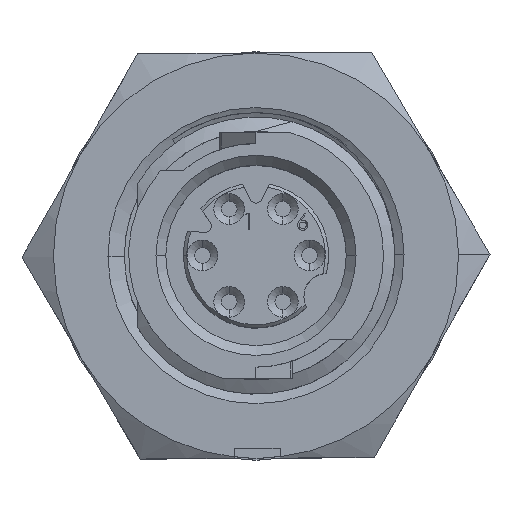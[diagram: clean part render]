
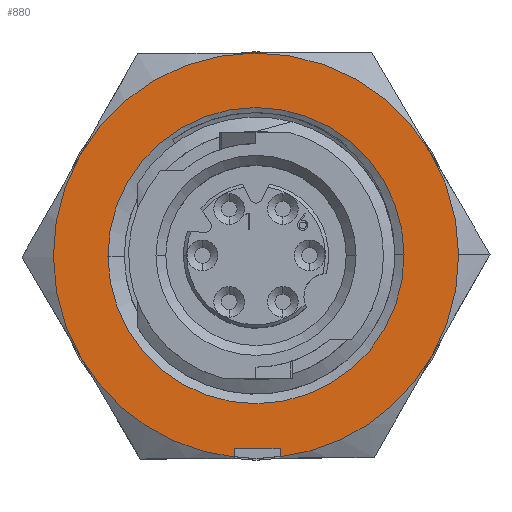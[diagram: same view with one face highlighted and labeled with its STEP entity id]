
A CAD part, top view. The second image highlights one B-rep face of the part: STEP entity #880.
In plain terms, the highlighted planar face has unit normal (0, 0, 1).
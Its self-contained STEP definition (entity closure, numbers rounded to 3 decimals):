
#69 = EDGE_CURVE ( 'NONE', #1753, #15010, #17615, .T. ) ;
#253 = ORIENTED_EDGE ( 'NONE', *, *, #18637, .F. ) ;
#316 = AXIS2_PLACEMENT_3D ( 'NONE', #5664, #8771, #14918 ) ;
#858 = CIRCLE ( 'NONE', #1496, 5.753 ) ;
#880 = ADVANCED_FACE ( 'NONE', ( #11051, #12772 ), #18881, .F. ) ;
#999 = ORIENTED_EDGE ( 'NONE', *, *, #5798, .F. ) ;
#1178 = AXIS2_PLACEMENT_3D ( 'NONE', #12117, #3285, #2983 ) ;
#1219 = CARTESIAN_POINT ( 'NONE',  ( 0., 0., 9.59 ) ) ;
#1224 = EDGE_CURVE ( 'NONE', #4284, #6063, #11846, .T. ) ;
#1496 = AXIS2_PLACEMENT_3D ( 'NONE', #14089, #7827, #12663 ) ;
#1753 = VERTEX_POINT ( 'NONE', #11006 ) ;
#1773 = VERTEX_POINT ( 'NONE', #18536 ) ;
#1839 = CARTESIAN_POINT ( 'NONE',  ( -0.102, 15.748, 9.59 ) ) ;
#2070 = CIRCLE ( 'NONE', #16482, 7.874 ) ;
#2189 = ORIENTED_EDGE ( 'NONE', *, *, #15526, .F. ) ;
#2208 = VECTOR ( 'NONE', #13269, 1000. ) ;
#2373 = AXIS2_PLACEMENT_3D ( 'NONE', #1219, #13658, #10728 ) ;
#2983 = DIRECTION ( 'NONE',  ( 1., 0.006, 0. ) ) ;
#2992 = CIRCLE ( 'NONE', #14231, 7.874 ) ;
#3285 = DIRECTION ( 'NONE',  ( 0., 0., -1. ) ) ;
#3711 = DIRECTION ( 'NONE',  ( 1., 0.006, 0. ) ) ;
#3815 = DIRECTION ( 'NONE',  ( 0., 0., -1. ) ) ;
#3889 = CARTESIAN_POINT ( 'NONE',  ( 6.794, 3.981, 9.59 ) ) ;
#4037 = CARTESIAN_POINT ( 'NONE',  ( 0.937, -7.487, 9.59 ) ) ;
#4271 = CARTESIAN_POINT ( 'NONE',  ( 0.947, -8.932, 9.59 ) ) ;
#4284 = VERTEX_POINT ( 'NONE', #8015 ) ;
#4360 = ORIENTED_EDGE ( 'NONE', *, *, #6844, .F. ) ;
#4690 = CARTESIAN_POINT ( 'NONE',  ( 0., 0., 9.59 ) ) ;
#4711 = AXIS2_PLACEMENT_3D ( 'NONE', #8309, #3815, #3711 ) ;
#4771 = EDGE_LOOP ( 'NONE', ( #4360, #16364, #253, #999, #2189, #13223, #18245, #16984, #5489, #13204 ) ) ;
#4948 = EDGE_CURVE ( 'NONE', #1773, #1753, #2992, .T. ) ;
#5337 = DIRECTION ( 'NONE',  ( 0.006, -1., 0. ) ) ;
#5353 = CIRCLE ( 'NONE', #4711, 7.874 ) ;
#5377 = EDGE_CURVE ( 'NONE', #7087, #17857, #2070, .T. ) ;
#5462 = EDGE_CURVE ( 'NONE', #17857, #7338, #7806, .T. ) ;
#5489 = ORIENTED_EDGE ( 'NONE', *, *, #69, .F. ) ;
#5664 = CARTESIAN_POINT ( 'NONE',  ( 0., 0., 9.59 ) ) ;
#5703 = VECTOR ( 'NONE', #5337, 1000. ) ;
#5798 = EDGE_CURVE ( 'NONE', #16968, #17718, #7265, .T. ) ;
#5839 = CARTESIAN_POINT ( 'NONE',  ( 0., 0., 9.59 ) ) ;
#6063 = VERTEX_POINT ( 'NONE', #6656 ) ;
#6237 = ORIENTED_EDGE ( 'NONE', *, *, #14807, .T. ) ;
#6656 = CARTESIAN_POINT ( 'NONE',  ( 5.753, 0.037, 9.59 ) ) ;
#6844 = EDGE_CURVE ( 'NONE', #14221, #1773, #15863, .T. ) ;
#6996 = CARTESIAN_POINT ( 'NONE',  ( -0.051, 7.874, 9.59 ) ) ;
#7087 = VERTEX_POINT ( 'NONE', #3889 ) ;
#7115 = DIRECTION ( 'NONE',  ( 1., 0.006, 0. ) ) ;
#7171 = AXIS2_PLACEMENT_3D ( 'NONE', #4690, #10808, #12021 ) ;
#7265 = LINE ( 'NONE', #4271, #12298 ) ;
#7338 = VERTEX_POINT ( 'NONE', #7665 ) ;
#7665 = CARTESIAN_POINT ( 'NONE',  ( 6.844, -3.893, 9.59 ) ) ;
#7806 = CIRCLE ( 'NONE', #2373, 7.874 ) ;
#7827 = DIRECTION ( 'NONE',  ( 0., 0., -1. ) ) ;
#8015 = CARTESIAN_POINT ( 'NONE',  ( -5.753, -0.037, 9.59 ) ) ;
#8309 = CARTESIAN_POINT ( 'NONE',  ( 0., 0., 9.59 ) ) ;
#8771 = DIRECTION ( 'NONE',  ( 0., 0., -1. ) ) ;
#8968 = VERTEX_POINT ( 'NONE', #10520 ) ;
#9283 = EDGE_LOOP ( 'NONE', ( #13101, #6237 ) ) ;
#9820 = CIRCLE ( 'NONE', #1178, 7.874 ) ;
#9967 = DIRECTION ( 'NONE',  ( 0., 0., -1. ) ) ;
#10389 = DIRECTION ( 'NONE',  ( -0.006, 1., 0. ) ) ;
#10520 = CARTESIAN_POINT ( 'NONE',  ( -0.841, -7.499, 9.59 ) ) ;
#10728 = DIRECTION ( 'NONE',  ( 1., 0.006, 0. ) ) ;
#10808 = DIRECTION ( 'NONE',  ( 0., 0., -1. ) ) ;
#11006 = CARTESIAN_POINT ( 'NONE',  ( -6.844, 3.893, 9.59 ) ) ;
#11051 = FACE_BOUND ( 'NONE', #9283, .T. ) ;
#11577 = DIRECTION ( 'NONE',  ( 0., 0., -1. ) ) ;
#11846 = CIRCLE ( 'NONE', #12158, 5.753 ) ;
#12021 = DIRECTION ( 'NONE',  ( 1., 0.006, 0. ) ) ;
#12117 = CARTESIAN_POINT ( 'NONE',  ( 0., 0., 9.59 ) ) ;
#12158 = AXIS2_PLACEMENT_3D ( 'NONE', #5839, #11577, #13095 ) ;
#12298 = VECTOR ( 'NONE', #10389, 1000. ) ;
#12663 = DIRECTION ( 'NONE',  ( 1., 0.006, 0. ) ) ;
#12772 = FACE_OUTER_BOUND ( 'NONE', #4771, .T. ) ;
#13095 = DIRECTION ( 'NONE',  ( 1., 0.006, 0. ) ) ;
#13101 = ORIENTED_EDGE ( 'NONE', *, *, #1224, .T. ) ;
#13120 = CARTESIAN_POINT ( 'NONE',  ( 0.937, -7.487, 9.59 ) ) ;
#13204 = ORIENTED_EDGE ( 'NONE', *, *, #4948, .F. ) ;
#13223 = ORIENTED_EDGE ( 'NONE', *, *, #5462, .F. ) ;
#13269 = DIRECTION ( 'NONE',  ( -1., -0.006, 0. ) ) ;
#13658 = DIRECTION ( 'NONE',  ( 0., 0., -1. ) ) ;
#14089 = CARTESIAN_POINT ( 'NONE',  ( 0., 0., 9.59 ) ) ;
#14221 = VERTEX_POINT ( 'NONE', #14644 ) ;
#14231 = AXIS2_PLACEMENT_3D ( 'NONE', #14997, #9967, #17997 ) ;
#14644 = CARTESIAN_POINT ( 'NONE',  ( -0.839, -7.829, 9.59 ) ) ;
#14807 = EDGE_CURVE ( 'NONE', #6063, #4284, #858, .T. ) ;
#14879 = LINE ( 'NONE', #19278, #5703 ) ;
#14918 = DIRECTION ( 'NONE',  ( 1., 0.006, 0. ) ) ;
#14997 = CARTESIAN_POINT ( 'NONE',  ( 0., 0., 9.59 ) ) ;
#15010 = VERTEX_POINT ( 'NONE', #6996 ) ;
#15117 = EDGE_CURVE ( 'NONE', #15010, #7087, #9820, .T. ) ;
#15526 = EDGE_CURVE ( 'NONE', #7338, #16968, #5353, .T. ) ;
#15863 = CIRCLE ( 'NONE', #7171, 7.874 ) ;
#16190 = LINE ( 'NONE', #4037, #2208 ) ;
#16284 = CARTESIAN_POINT ( 'NONE',  ( 0.939, -7.818, 9.59 ) ) ;
#16364 = ORIENTED_EDGE ( 'NONE', *, *, #18613, .F. ) ;
#16482 = AXIS2_PLACEMENT_3D ( 'NONE', #17583, #19270, #7115 ) ;
#16968 = VERTEX_POINT ( 'NONE', #16284 ) ;
#16984 = ORIENTED_EDGE ( 'NONE', *, *, #15117, .F. ) ;
#17583 = CARTESIAN_POINT ( 'NONE',  ( 0., 0., 9.59 ) ) ;
#17615 = CIRCLE ( 'NONE', #316, 7.874 ) ;
#17718 = VERTEX_POINT ( 'NONE', #13120 ) ;
#17857 = VERTEX_POINT ( 'NONE', #19522 ) ;
#17997 = DIRECTION ( 'NONE',  ( 1., 0.006, 0. ) ) ;
#18245 = ORIENTED_EDGE ( 'NONE', *, *, #5377, .F. ) ;
#18536 = CARTESIAN_POINT ( 'NONE',  ( -6.794, -3.981, 9.59 ) ) ;
#18582 = DIRECTION ( 'NONE',  ( 1., 0.006, 0. ) ) ;
#18613 = EDGE_CURVE ( 'NONE', #8968, #14221, #14879, .T. ) ;
#18637 = EDGE_CURVE ( 'NONE', #17718, #8968, #16190, .T. ) ;
#18778 = DIRECTION ( 'NONE',  ( 0., 0., -1. ) ) ;
#18881 = PLANE ( 'NONE',  #19840 ) ;
#19270 = DIRECTION ( 'NONE',  ( 0., 0., -1. ) ) ;
#19278 = CARTESIAN_POINT ( 'NONE',  ( -0.831, -8.943, 9.59 ) ) ;
#19522 = CARTESIAN_POINT ( 'NONE',  ( 7.874, 0.051, 9.59 ) ) ;
#19840 = AXIS2_PLACEMENT_3D ( 'NONE', #1839, #18778, #18582 ) ;
